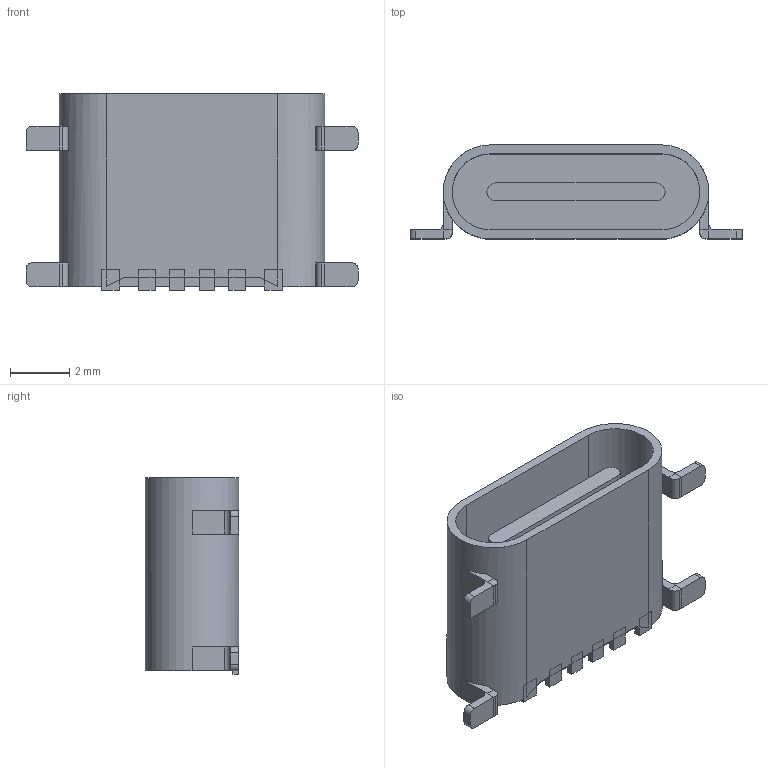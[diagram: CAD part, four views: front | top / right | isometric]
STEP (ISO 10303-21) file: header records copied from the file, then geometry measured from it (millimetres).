
FILE_DESCRIPTION(('FreeCAD Model'),'2;1');
FILE_NAME('Open CASCADE Shape Model','2022-02-16T22:47:42',(''),(''), 'Open CASCADE STEP processor 7.5','FreeCAD','Unknown');
FILE_SCHEMA(('AUTOMOTIVE_DESIGN { 1 0 10303 214 1 1 1 1 }'));
Length unit declared in the file: millimetre
Products named in the file (1): Fillet
Bounding box: 11.18 x 3.16 x 6.62 mm (x, y, z)
Volume: 94.2 mm3; surface area: 346.7 mm2
Topology: 1 solids, 1 shells, 142 faces, 363 edges, 228 vertices
Faces by surface type: plane 121, cylinder 21
Entity records: 4509 total; most frequent: CARTESIAN_POINT 734, ORIENTED_EDGE 726, DIRECTION 717, EDGE_CURVE 363, LINE 295, VECTOR 295, VERTEX_POINT 228, AXIS2_PLACEMENT_3D 211
